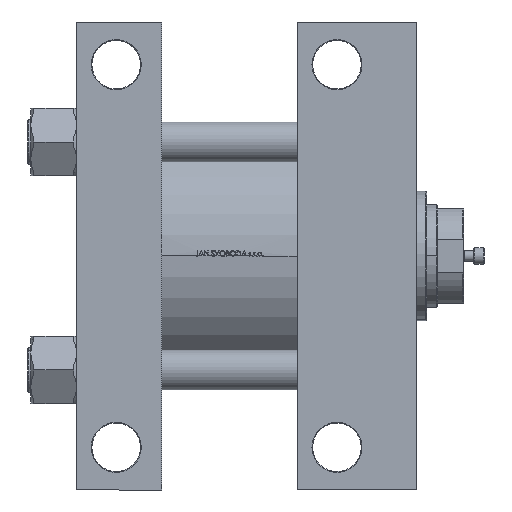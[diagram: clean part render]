
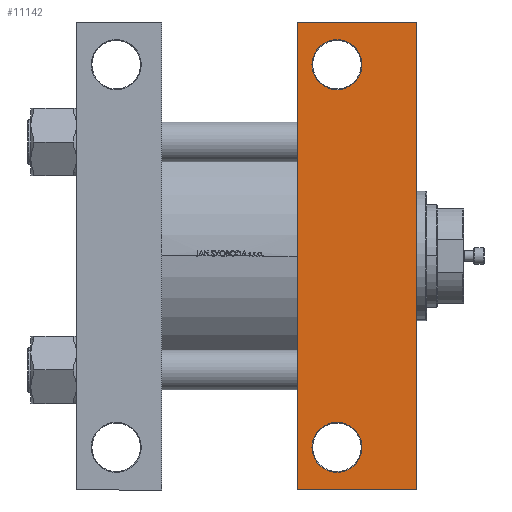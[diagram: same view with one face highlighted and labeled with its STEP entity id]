
A CAD part, front view. The second image highlights one B-rep face of the part: STEP entity #11142.
In plain terms, the highlighted face is planar.
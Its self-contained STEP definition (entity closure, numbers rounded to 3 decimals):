
#1004 = EDGE_CURVE ( 'NONE', #15995, #9513, #26975, .T. ) ;
#2203 = EDGE_CURVE ( 'NONE', #10374, #42871, #24615, .T. ) ;
#2426 = CARTESIAN_POINT ( 'NONE',  ( 231., 159., -102.5 ) ) ;
#3214 = CARTESIAN_POINT ( 'NONE',  ( 177., -130., -102.5 ) ) ;
#3492 = EDGE_CURVE ( 'NONE', #14155, #28464, #46416, .T. ) ;
#3856 = EDGE_LOOP ( 'NONE', ( #45664, #33160 ) ) ;
#4441 = LINE ( 'NONE', #34594, #15716 ) ;
#5072 = CARTESIAN_POINT ( 'NONE',  ( 150., -159., -102.5 ) ) ;
#6718 = FACE_BOUND ( 'NONE', #46173, .T. ) ;
#6759 = ORIENTED_EDGE ( 'NONE', *, *, #41978, .T. ) ;
#7167 = ORIENTED_EDGE ( 'NONE', *, *, #7355, .T. ) ;
#7355 = EDGE_CURVE ( 'NONE', #28464, #14155, #31686, .T. ) ;
#7806 = EDGE_CURVE ( 'NONE', #15995, #10374, #40105, .T. ) ;
#8322 = CARTESIAN_POINT ( 'NONE',  ( 177., 130., -102.5 ) ) ;
#8740 = CARTESIAN_POINT ( 'NONE',  ( 177., -130., -102.5 ) ) ;
#8905 = VECTOR ( 'NONE', #25104, 1000. ) ;
#9513 = VERTEX_POINT ( 'NONE', #5072 ) ;
#9601 = AXIS2_PLACEMENT_3D ( 'NONE', #42412, #34339, #12737 ) ;
#10191 = VERTEX_POINT ( 'NONE', #23541 ) ;
#10374 = VERTEX_POINT ( 'NONE', #2426 ) ;
#11142 = ADVANCED_FACE ( 'NONE', ( #6718, #44483, #26093 ), #32949, .T. ) ;
#12737 = DIRECTION ( 'NONE',  ( 0., 1., 0. ) ) ;
#14155 = VERTEX_POINT ( 'NONE', #23545 ) ;
#14254 = ORIENTED_EDGE ( 'NONE', *, *, #1004, .F. ) ;
#14949 = AXIS2_PLACEMENT_3D ( 'NONE', #8740, #38661, #24416 ) ;
#15716 = VECTOR ( 'NONE', #15969, 1000. ) ;
#15969 = DIRECTION ( 'NONE',  ( -1., 0., 0. ) ) ;
#15995 = VERTEX_POINT ( 'NONE', #32010 ) ;
#16867 = ORIENTED_EDGE ( 'NONE', *, *, #7806, .T. ) ;
#17185 = ORIENTED_EDGE ( 'NONE', *, *, #3492, .T. ) ;
#18342 = EDGE_LOOP ( 'NONE', ( #14254, #16867, #45412, #6759 ) ) ;
#19190 = VECTOR ( 'NONE', #29060, 1000. ) ;
#23541 = CARTESIAN_POINT ( 'NONE',  ( 160., -130., -102.5 ) ) ;
#23545 = CARTESIAN_POINT ( 'NONE',  ( 194., 130., -102.5 ) ) ;
#24416 = DIRECTION ( 'NONE',  ( 0., 1., 0. ) ) ;
#24615 = LINE ( 'NONE', #32206, #8905 ) ;
#25104 = DIRECTION ( 'NONE',  ( 0., -1., 0. ) ) ;
#26093 = FACE_OUTER_BOUND ( 'NONE', #18342, .T. ) ;
#26327 = DIRECTION ( 'NONE',  ( 0., 0., -1. ) ) ;
#26478 = DIRECTION ( 'NONE',  ( 0., 0., 1. ) ) ;
#26975 = LINE ( 'NONE', #40964, #29248 ) ;
#27540 = CARTESIAN_POINT ( 'NONE',  ( 160., 130., -102.5 ) ) ;
#28464 = VERTEX_POINT ( 'NONE', #27540 ) ;
#29060 = DIRECTION ( 'NONE',  ( 1., 0., 0. ) ) ;
#29248 = VECTOR ( 'NONE', #45601, 1000. ) ;
#29644 = CARTESIAN_POINT ( 'NONE',  ( 231., -159., -102.5 ) ) ;
#30244 = DIRECTION ( 'NONE',  ( 0., 1., 0. ) ) ;
#31236 = AXIS2_PLACEMENT_3D ( 'NONE', #3214, #48094, #44419 ) ;
#31686 = CIRCLE ( 'NONE', #47345, 17. ) ;
#32010 = CARTESIAN_POINT ( 'NONE',  ( 150., 159., -102.5 ) ) ;
#32206 = CARTESIAN_POINT ( 'NONE',  ( 231., 102.5, -102.5 ) ) ;
#32949 = PLANE ( 'NONE',  #33862 ) ;
#33160 = ORIENTED_EDGE ( 'NONE', *, *, #33936, .T. ) ;
#33862 = AXIS2_PLACEMENT_3D ( 'NONE', #44967, #26327, #30244 ) ;
#33936 = EDGE_CURVE ( 'NONE', #36239, #10191, #35937, .T. ) ;
#34076 = DIRECTION ( 'NONE',  ( 0., 1., 0. ) ) ;
#34339 = DIRECTION ( 'NONE',  ( 0., 0., 1. ) ) ;
#34594 = CARTESIAN_POINT ( 'NONE',  ( 150., -159., -102.5 ) ) ;
#35295 = CIRCLE ( 'NONE', #14949, 17. ) ;
#35937 = CIRCLE ( 'NONE', #31236, 17. ) ;
#36239 = VERTEX_POINT ( 'NONE', #39830 ) ;
#37877 = EDGE_CURVE ( 'NONE', #10191, #36239, #35295, .T. ) ;
#38661 = DIRECTION ( 'NONE',  ( 0., 0., 1. ) ) ;
#39830 = CARTESIAN_POINT ( 'NONE',  ( 194., -130., -102.5 ) ) ;
#40105 = LINE ( 'NONE', #44516, #19190 ) ;
#40964 = CARTESIAN_POINT ( 'NONE',  ( 150., 102.5, -102.5 ) ) ;
#41978 = EDGE_CURVE ( 'NONE', #42871, #9513, #4441, .T. ) ;
#42412 = CARTESIAN_POINT ( 'NONE',  ( 177., 130., -102.5 ) ) ;
#42871 = VERTEX_POINT ( 'NONE', #29644 ) ;
#44419 = DIRECTION ( 'NONE',  ( 0., 1., 0. ) ) ;
#44483 = FACE_BOUND ( 'NONE', #3856, .T. ) ;
#44516 = CARTESIAN_POINT ( 'NONE',  ( 150., 159., -102.5 ) ) ;
#44967 = CARTESIAN_POINT ( 'NONE',  ( 231., 102.5, -102.5 ) ) ;
#45412 = ORIENTED_EDGE ( 'NONE', *, *, #2203, .T. ) ;
#45601 = DIRECTION ( 'NONE',  ( 0., -1., 0. ) ) ;
#45664 = ORIENTED_EDGE ( 'NONE', *, *, #37877, .T. ) ;
#46173 = EDGE_LOOP ( 'NONE', ( #7167, #17185 ) ) ;
#46416 = CIRCLE ( 'NONE', #9601, 17. ) ;
#47345 = AXIS2_PLACEMENT_3D ( 'NONE', #8322, #26478, #34076 ) ;
#48094 = DIRECTION ( 'NONE',  ( 0., 0., 1. ) ) ;
